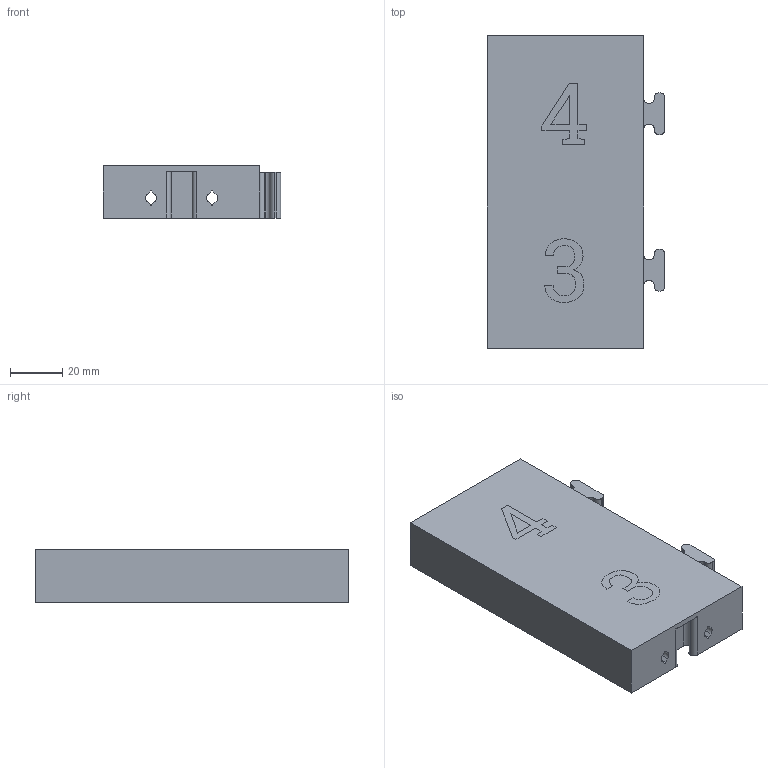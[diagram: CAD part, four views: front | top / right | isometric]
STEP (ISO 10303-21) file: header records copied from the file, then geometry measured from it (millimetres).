
FILE_DESCRIPTION(/* description */ ('STEP AP242','CAx-IF Rec.Pracs.---Representation and Presentation of Product Manufacturing Information (PMI)---4.0---2014-10-13','CAx-IF Rec.Pracs.---3D Tessellated Geometry---0.4---2014-09-14','2;1'),/* implementation_level */ '2;1');
FILE_NAME(/* name */ '68d0c8cc42150b55ebef63f3',/* time_stamp */ '2025-09-22T03:55:56Z',/* author */ (''),/* organization */ (''),/* preprocessor_version */ 'ST-DEVELOPER v20',/* originating_system */ 'ONSHAPE BY PTC INC, 1.204',/* authorisation */ ' ');
FILE_SCHEMA (('AP242_MANAGED_MODEL_BASED_3D_ENGINEERING_MIM_LF { 1 0 10303 442 1 1 4 }'));
Length unit declared in the file: metre
Products named in the file (3): White-43-Fullsize-3; White-43-Fullsize-4; FE1x2-QTSF-43Robota24mmWhiteMagEdge15x5x2
Bounding box: 68 x 119.95 x 20 mm (x, y, z)
Volume: 132116.1 mm3; surface area: 32541.5 mm2
Topology: 3 solids, 3 shells, 373 faces, 1101 edges, 716 vertices
Faces by surface type: plane 245, cylinder 78, bspline 48, cone 2
Full cylindrical faces by diameter (mm): 14 x2
Entity records: 12707 total; most frequent: CARTESIAN_POINT 2845, ORIENTED_EDGE 2194, DIRECTION 1819, EDGE_CURVE 1097, LINE 775, VECTOR 775, VERTEX_POINT 716, AXIS2_PLACEMENT_3D 522
